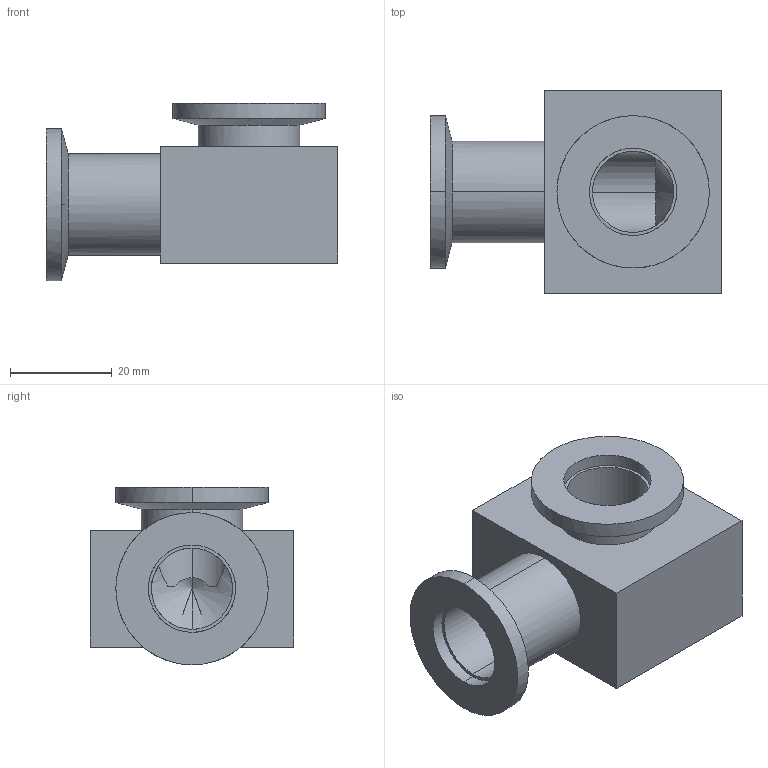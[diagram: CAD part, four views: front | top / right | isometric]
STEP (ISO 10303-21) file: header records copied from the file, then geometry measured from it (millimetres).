
FILE_DESCRIPTION (( 'STEP AP214' ), '1' );
FILE_NAME ('110RWS016-V.stp', '2014-02-06T10:03:35', ( '' ), ( '' ), 'SwSTEP 2.0', 'SolidWorks 2013', '' );
FILE_SCHEMA (( 'AUTOMOTIVE_DESIGN' ));
Length unit declared in the file: millimetre
Products named in the file (1): 110RWS016-V
Bounding box: 57.5 x 40 x 35 mm (x, y, z)
Volume: 32611.3 mm3; surface area: 12429.8 mm2
Topology: 1 solids, 1 shells, 34 faces, 88 edges, 58 vertices
Faces by surface type: cylinder 16, plane 10, cone 8
Entity records: 3230 total; most frequent: CARTESIAN_POINT 2036, ORIENTED_EDGE 172, DIRECTION 144, EDGE_CURVE 86, VERTEX_POINT 58, AXIS2_PLACEMENT_3D 55, EDGE_LOOP 40, UNCERTAINTY_MEASURE_WITH_UNIT 37
